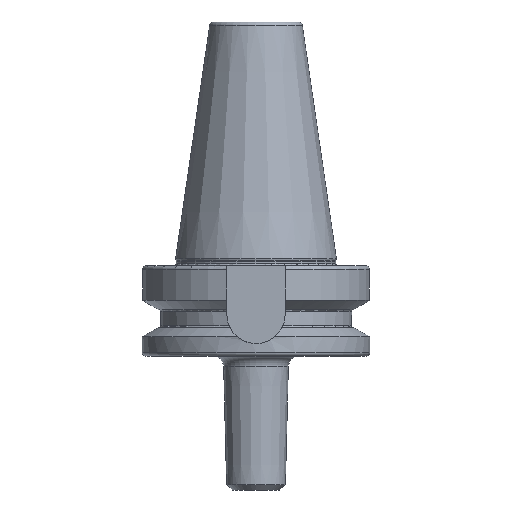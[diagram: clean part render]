
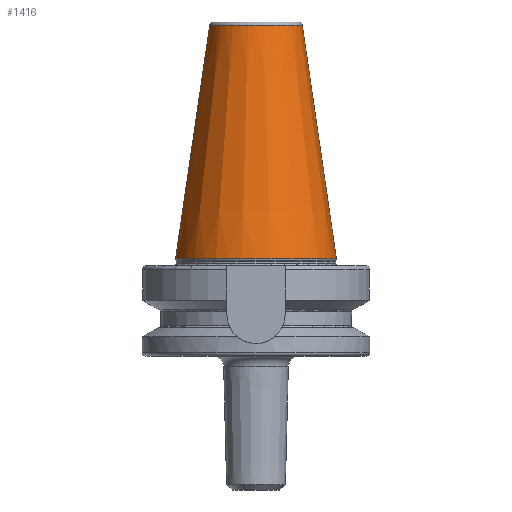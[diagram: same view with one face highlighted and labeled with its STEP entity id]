
A CAD part, left-side view. The second image highlights one B-rep face of the part: STEP entity #1416.
In plain terms, the highlighted conical face has half-angle 8.297 degrees and reference radius 17.519 mm.
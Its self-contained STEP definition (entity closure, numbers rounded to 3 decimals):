
#199=CARTESIAN_POINT('',(0,0,91.544));
#200=DIRECTION('',(0,0,1));
#201=DIRECTION('',(0,1,0));
#202=AXIS2_PLACEMENT_3D('',#199,#200,#201);
#204=DIRECTION('',(0.,0.144,0.99));
#205=VECTOR('',#204,65.227);
#206=CARTESIAN_POINT('',(0,-22.225,27));
#207=LINE('',#206,#205);
#208=CARTESIAN_POINT('',(0,0,27));
#209=DIRECTION('',(0,0,1));
#210=DIRECTION('',(0,1,0));
#211=AXIS2_PLACEMENT_3D('',#208,#209,#210);
#213=DIRECTION('',(0.,-0.144,0.99));
#214=VECTOR('',#213,65.227);
#215=CARTESIAN_POINT('',(0,22.225,27));
#216=LINE('',#215,#214);
#910=CARTESIAN_POINT('',(0,22.225,27));
#912=VERTEX_POINT('',#910);
#926=CARTESIAN_POINT('',(0,-22.225,27));
#928=VERTEX_POINT('',#926);
#953=CARTESIAN_POINT('',(0,12.812,91.544));
#954=CARTESIAN_POINT('',(0,-12.812,91.544));
#955=VERTEX_POINT('',#953);
#956=VERTEX_POINT('',#954);
#1404=CARTESIAN_POINT('',(0,0,59.272));
#1405=DIRECTION('',(0,0,-1));
#1406=DIRECTION('',(0,-1,0));
#1407=AXIS2_PLACEMENT_3D('',#1404,#1405,#1406);
#1408=CONICAL_SURFACE('',#1407,17.519,8.297);
#1409=ORIENTED_EDGE('',*,*,#1369,.T.);
#1410=ORIENTED_EDGE('',*,*,#1399,.F.);
#1412=ORIENTED_EDGE('',*,*,#1411,.F.);
#1413=ORIENTED_EDGE('',*,*,#1395,.T.);
#1414=EDGE_LOOP('',(#1409,#1410,#1412,#1413));
#1415=FACE_OUTER_BOUND('',#1414,.F.);
#1416=ADVANCED_FACE('',(#1415),#1408,.T.);
#203=CIRCLE('',#202,12.812);
#212=CIRCLE('',#211,22.225);
#1369=EDGE_CURVE('',#955,#956,#203,.T.);
#1395=EDGE_CURVE('',#912,#955,#216,.T.);
#1399=EDGE_CURVE('',#928,#956,#207,.T.);
#1411=EDGE_CURVE('',#912,#928,#212,.T.);
